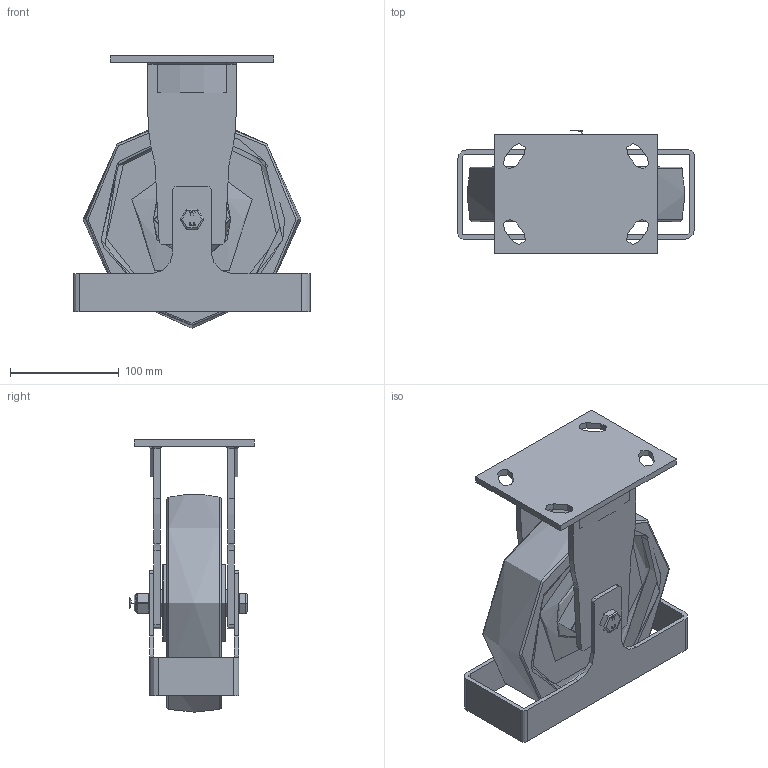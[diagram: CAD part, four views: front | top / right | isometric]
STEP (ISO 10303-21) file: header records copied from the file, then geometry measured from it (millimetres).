
FILE_DESCRIPTION(/* description */ (''),/* implementation_level */ '2;1');
FILE_NAME(/* name */ 'BZKF200NYBJFG.step',/* time_stamp */ '2025-06-11T10:47:53+01:00',/* author */ (''),/* organization */ (''),/* preprocessor_version */ 'ST-DEVELOPER v20.1',/* originating_system */ 'Autodesk Translation Framework v14.10.0.0',/* authorisation */ '');
FILE_SCHEMA (('AUTOMOTIVE_DESIGN { 1 0 10303 214 3 1 1 }'));
Length unit declared in the file: millimetre
Products named in the file (33): BZKF200NYBJFG; BZXH200WNYBJM20 v1; BZXH200WNYBJ; WHITE NYLON WHEEL; BSM20XM30; ZINC PLATED BEARING SPACER; BEARING6204; BEARING62042; BALL BEARINGS; BEARING6204 (1); BEARING62042 (1); BALL BEARINGS (1); Component3; INNER; OUTER; MIDDLE; RUBBER; BZKF200AS - 62 v1; BZKF200AS v1 (1); BZKF200AS (1); FABRICATED STEEL BRACKET (1); TH20X2X12 v1; ZINC PLATED HEADED SPACER; TH20X2X12 v1 (1); ZINC PLATED HEADED SPACER (1); FGF2006012 v1; FGF2006012; NYLOCM12Z14MM v1; NYLOC NUT; NUT; RUBBER (1); BOLTM12X100Z8.8 v2; GRADE 8.8 FULLY THREADED ZINC PLATED BOLT
Assembly tree (51 placements, depth 6):
  BZKF200NYBJFG
    BZXH200WNYBJM20 v1
      BZXH200WNYBJ
        WHITE NYLON WHEEL
      BSM20XM30
        ZINC PLATED BEARING SPACER
      BEARING6204
        BEARING62042
          INNER
          OUTER
          BALL BEARINGS
            Component3  x8
          MIDDLE
          RUBBER
      BEARING6204 (1)
        BEARING62042 (1)
          BALL BEARINGS (1)
            Component3  x8
          INNER
          OUTER
          MIDDLE
          RUBBER
    BZKF200AS - 62 v1
      BZKF200AS v1 (1)
        BZKF200AS (1)
        FABRICATED STEEL BRACKET (1)
    TH20X2X12 v1
      ZINC PLATED HEADED SPACER
    TH20X2X12 v1 (1)
      ZINC PLATED HEADED SPACER (1)
    FGF2006012 v1
      FGF2006012
    NYLOCM12Z14MM v1
      NYLOC NUT
        NUT
        RUBBER (1)
    BOLTM12X100Z8.8 v2
      GRADE 8.8 FULLY THREADED ZINC PLATED BOLT
Bounding box: 217 x 114 x 250 mm (x, y, z)
Volume: 1250920.1 mm3; surface area: 316421.4 mm2
Topology: 35 solids, 35 shells, 1114 faces, 2902 edges, 1920 vertices
Faces by surface type: plane 402, bspline 335, cylinder 293, sphere 60, torus 24
Full cylindrical faces by diameter (mm): 9.836 x34, 11.834 x45, 12 x2, 12.2 x2, 13 x4, 14 x2, 18 x1, 18.5 x1, 19.8 x2, 20 x2, 21.5 x1, 25 x2, 25.4 x1, 27 x2, 28.5 x8, 30.8 x4, 31.3 x4, 39 x1, 40.3 x4, 40.5 x4, 40.8 x4, 42 x10, 47 x4, 70.5 x2, 169 x2
Entity records: 35951 total; most frequent: CARTESIAN_POINT 17981, ORIENTED_EDGE 3850, DIRECTION 2999, EDGE_CURVE 1925, VERTEX_POINT 1282, AXIS2_PLACEMENT_3D 1071, EDGE_LOOP 891, LINE 857
